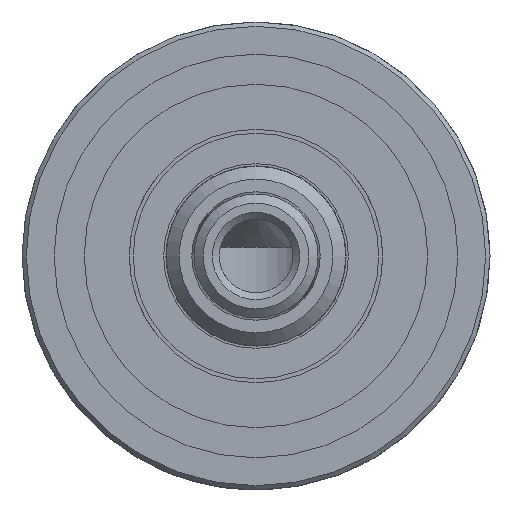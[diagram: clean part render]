
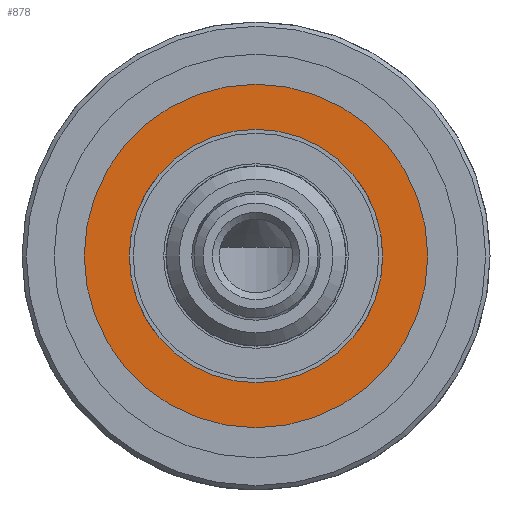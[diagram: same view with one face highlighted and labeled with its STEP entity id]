
A CAD part, left-side view. The second image highlights one B-rep face of the part: STEP entity #878.
In plain terms, the highlighted planar face has unit normal (-1, 0, 0).
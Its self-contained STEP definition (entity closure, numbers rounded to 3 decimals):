
#64=PLANE('',#989);
#151=FACE_BOUND('',#334,.T.);
#227=FACE_OUTER_BOUND('',#333,.T.);
#333=EDGE_LOOP('',(#723));
#334=EDGE_LOOP('',(#724));
#425=CIRCLE('',#988,14.75);
#426=CIRCLE('',#990,20.);
#502=VERTEX_POINT('',#1839);
#503=VERTEX_POINT('',#1842);
#588=EDGE_CURVE('',#502,#502,#425,.T.);
#589=EDGE_CURVE('',#503,#503,#426,.T.);
#723=ORIENTED_EDGE('',*,*,#589,.F.);
#724=ORIENTED_EDGE('',*,*,#588,.T.);
#878=ADVANCED_FACE('',(#227,#151),#64,.T.);
#988=AXIS2_PLACEMENT_3D('',#1840,#1215,#1216);
#989=AXIS2_PLACEMENT_3D('',#1841,#1217,#1218);
#990=AXIS2_PLACEMENT_3D('',#1843,#1219,#1220);
#1215=DIRECTION('center_axis',(1.,0.,0.));
#1216=DIRECTION('ref_axis',(0.,1.,0.));
#1217=DIRECTION('center_axis',(-1.,0.,0.));
#1218=DIRECTION('ref_axis',(0.,0.,1.));
#1219=DIRECTION('center_axis',(1.,0.,0.));
#1220=DIRECTION('ref_axis',(0.,1.,0.));
#1839=CARTESIAN_POINT('',(33.3,14.75,0.));
#1840=CARTESIAN_POINT('Origin',(33.3,0.,0.));
#1841=CARTESIAN_POINT('Origin',(33.3,17.375,0.));
#1842=CARTESIAN_POINT('',(33.3,20.,0.));
#1843=CARTESIAN_POINT('Origin',(33.3,0.,0.));
